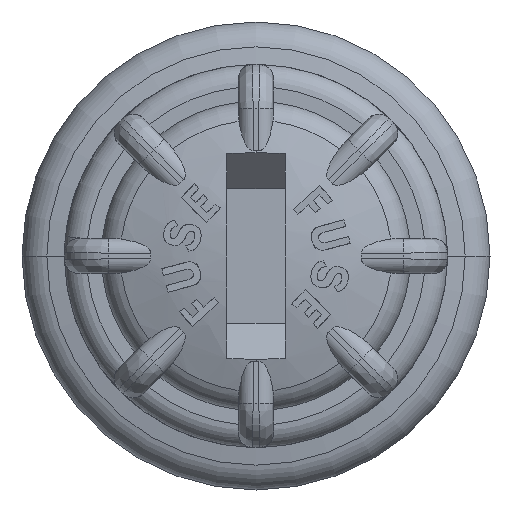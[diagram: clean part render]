
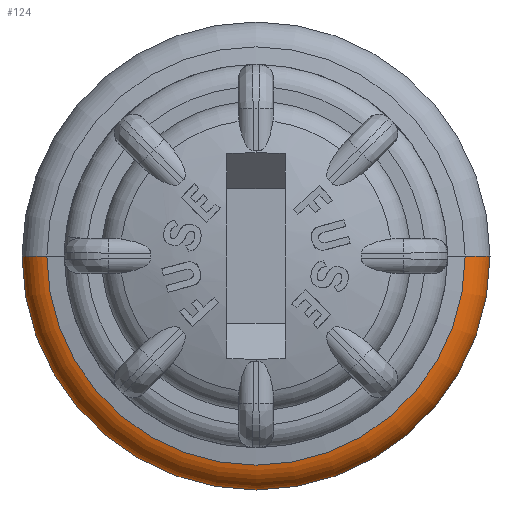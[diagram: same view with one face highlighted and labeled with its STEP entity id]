
A CAD part, left-side view. The second image highlights one B-rep face of the part: STEP entity #124.
In plain terms, the highlighted toroidal (fillet/blend) face has major radius 6.92 mm and minor radius 1.02 mm.
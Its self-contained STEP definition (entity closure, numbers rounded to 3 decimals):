
#124=ADVANCED_FACE('',(#776),#777,.T.);
#776=FACE_OUTER_BOUND('',#2055,.T.);
#777=TOROIDAL_SURFACE('',#2056,6.92,1.02);
#2055=EDGE_LOOP('',(#8237,#8238,#8239,#8240));
#2056=AXIS2_PLACEMENT_3D('',#8241,#8242,#8243);
#8237=ORIENTED_EDGE('',*,*,#13177,.T.);
#8238=ORIENTED_EDGE('',*,*,#13178,.T.);
#8239=ORIENTED_EDGE('',*,*,#13179,.F.);
#8240=ORIENTED_EDGE('',*,*,#13180,.F.);
#8241=CARTESIAN_POINT('',(-1.31,0.0,0.0));
#8242=DIRECTION('',(1.0,0.0,0.0));
#8243=DIRECTION('',(0.0,-1.0,0.0));
#13177=EDGE_CURVE('',#14958,#14959,#14963,.T.);
#13178=EDGE_CURVE('',#14959,#14964,#14965,.T.);
#13179=EDGE_CURVE('',#14966,#14964,#14967,.T.);
#13180=EDGE_CURVE('',#14958,#14966,#14968,.T.);
#14958=VERTEX_POINT('',#18958);
#14959=VERTEX_POINT('',#18959);
#14963=CIRCLE('',#18965,7.94);
#14964=VERTEX_POINT('',#18966);
#14965=CIRCLE('',#18967,1.02);
#14966=VERTEX_POINT('',#18968);
#14967=CIRCLE('',#18969,7.097);
#14968=CIRCLE('',#18970,1.02);
#18958=CARTESIAN_POINT('',(-1.31,7.94,0.0));
#18959=CARTESIAN_POINT('',(-1.31,-7.94,0.0));
#18965=AXIS2_PLACEMENT_3D('',#28287,#28288,#28289);
#18966=CARTESIAN_POINT('',(-2.314,-7.097,0.0));
#18967=AXIS2_PLACEMENT_3D('',#28290,#28291,#28292);
#18968=CARTESIAN_POINT('',(-2.314,7.097,0.0));
#18969=AXIS2_PLACEMENT_3D('',#28293,#28294,#28295);
#18970=AXIS2_PLACEMENT_3D('',#28296,#28297,#28298);
#28287=CARTESIAN_POINT('',(-1.31,0.0,0.0));
#28288=DIRECTION('',(-1.0,0.0,0.0));
#28289=DIRECTION('',(0.0,1.0,0.0));
#28290=CARTESIAN_POINT('',(-1.31,-6.92,0.0));
#28291=DIRECTION('',(0.0,0.0,-1.0));
#28292=DIRECTION('',(0.0,-1.0,0.0));
#28293=CARTESIAN_POINT('',(-2.314,0.0,0.0));
#28294=DIRECTION('',(-1.0,0.0,0.0));
#28295=DIRECTION('',(0.0,1.0,0.0));
#28296=CARTESIAN_POINT('',(-1.31,6.92,0.0));
#28297=DIRECTION('',(0.0,-0.0,1.0));
#28298=DIRECTION('',(0.0,1.0,0.0));
